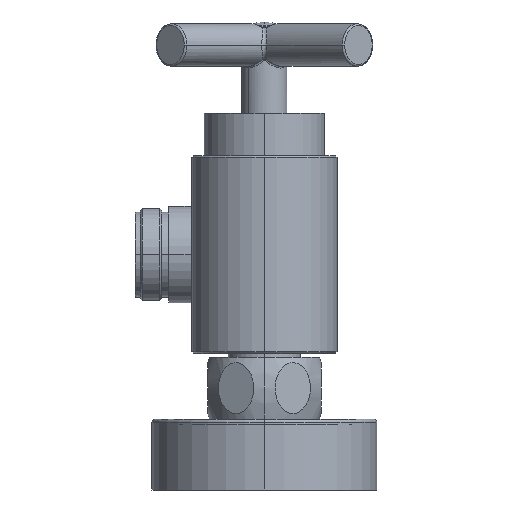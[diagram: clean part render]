
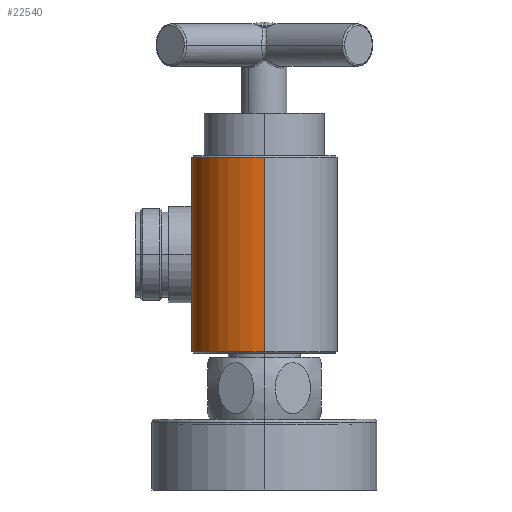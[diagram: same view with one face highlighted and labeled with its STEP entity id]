
A CAD part, left-side view. The second image highlights one B-rep face of the part: STEP entity #22540.
In plain terms, the highlighted cylindrical face has radius 20.5 mm (diameter 41 mm), a partial arc.
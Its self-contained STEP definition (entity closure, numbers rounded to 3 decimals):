
#2041=CARTESIAN_POINT('',(-75.,0.,27.4));
#2042=DIRECTION('',(0.,0.,1.));
#2043=DIRECTION('',(1.,0.,0.));
#2044=AXIS2_PLACEMENT_3D('',#2041,#2042,#2043);
#2046=CARTESIAN_POINT('',(-75.,0.,-27.4));
#2047=DIRECTION('',(0.,0.,-1.));
#2048=DIRECTION('',(-1.,0.,0.));
#2049=AXIS2_PLACEMENT_3D('',#2046,#2047,#2048);
#2051=DIRECTION('',(0.,0.,1.));
#2052=VECTOR('',#2051,5.9);
#2053=CARTESIAN_POINT('',(-54.5,0.,
-27.4));
#2054=LINE('',#2053,#2052);
#2055=CARTESIAN_POINT('',(-54.5,0.,-21.5));
#2056=CARTESIAN_POINT('',(-54.5,0.228,
-21.5));
#2057=CARTESIAN_POINT('',(-54.508,0.685,
-21.49));
#2058=CARTESIAN_POINT('',(-54.542,1.375,
-21.447));
#2059=CARTESIAN_POINT('',(-54.601,2.07,
-21.374));
#2060=CARTESIAN_POINT('',(-54.684,2.768,
-21.27));
#2061=CARTESIAN_POINT('',(-54.792,3.471,
-21.134));
#2062=CARTESIAN_POINT('',(-54.926,4.178,
-20.965));
#2063=CARTESIAN_POINT('',(-55.087,4.887,
-20.763));
#2064=CARTESIAN_POINT('',(-55.275,5.599,
-20.525));
#2065=CARTESIAN_POINT('',(-55.491,6.313,
-20.252));
#2066=CARTESIAN_POINT('',(-55.738,7.029,
-19.94));
#2067=CARTESIAN_POINT('',(-56.015,7.747,
-19.587));
#2068=CARTESIAN_POINT('',(-56.324,8.466,
-19.192));
#2069=CARTESIAN_POINT('',(-56.668,9.186,
-18.753));
#2070=CARTESIAN_POINT('',(-57.046,9.906,
-18.265));
#2071=CARTESIAN_POINT('',(-57.46,10.622,
-17.729));
#2072=CARTESIAN_POINT('',(-57.912,11.335,
-17.14));
#2073=CARTESIAN_POINT('',(-58.401,12.04,
-16.496));
#2074=CARTESIAN_POINT('',(-58.927,12.735,
-15.796));
#2075=CARTESIAN_POINT('',(-59.491,13.415,
-15.038));
#2076=CARTESIAN_POINT('',(-60.089,14.078,
-14.221));
#2077=CARTESIAN_POINT('',(-60.718,14.715,
-13.347));
#2078=CARTESIAN_POINT('',(-61.371,15.322,
-12.418));
#2079=CARTESIAN_POINT('',(-62.038,15.89,
-11.442));
#2080=CARTESIAN_POINT('',(-62.704,16.41,
-10.432));
#2081=CARTESIAN_POINT('',(-63.352,16.875,
-9.406));
#2082=CARTESIAN_POINT('',(-63.959,17.277,
-8.389));
#2083=CARTESIAN_POINT('',(-64.507,17.614,
-7.408));
#2084=CARTESIAN_POINT('',(-64.987,17.891,
-6.476));
#2085=CARTESIAN_POINT('',(-65.393,18.111,
-5.61));
#2086=CARTESIAN_POINT('',(-65.731,18.286,
-4.803));
#2087=CARTESIAN_POINT('',(-66.007,18.423,
-4.053));
#2088=CARTESIAN_POINT('',(-66.229,18.529,
-3.351));
#2089=CARTESIAN_POINT('',(-66.403,18.611,
-2.691));
#2090=CARTESIAN_POINT('',(-66.536,18.671,
-2.061));
#2091=CARTESIAN_POINT('',(-66.632,18.715,
-1.457));
#2092=CARTESIAN_POINT('',(-66.695,18.742,
-0.87));
#2093=CARTESIAN_POINT('',(-66.725,18.756,
-0.293));
#2094=CARTESIAN_POINT('',(-66.725,18.756,
0.281));
#2095=CARTESIAN_POINT('',(-66.695,18.743,
0.858));
#2096=CARTESIAN_POINT('',(-66.634,18.715,1.445));
#2097=CARTESIAN_POINT('',(-66.539,18.672,2.048));
#2098=CARTESIAN_POINT('',(-66.406,18.612,2.677));
#2099=CARTESIAN_POINT('',(-66.233,18.531,3.338));
#2100=CARTESIAN_POINT('',(-66.013,18.426,4.037));
#2101=CARTESIAN_POINT('',(-65.738,18.29,4.784));
#2102=CARTESIAN_POINT('',(-65.401,18.115,5.59));
#2103=CARTESIAN_POINT('',(-64.996,17.896,6.458));
#2104=CARTESIAN_POINT('',(-64.52,17.622,7.383));
#2105=CARTESIAN_POINT('',(-63.973,17.286,8.365));
#2106=CARTESIAN_POINT('',(-63.367,16.886,9.381));
#2107=CARTESIAN_POINT('',(-62.722,16.423,10.405));
#2108=CARTESIAN_POINT('',(-62.056,15.905,11.415));
#2109=CARTESIAN_POINT('',(-61.388,15.337,12.393));
#2110=CARTESIAN_POINT('',(-60.736,14.733,13.321));
#2111=CARTESIAN_POINT('',(-60.107,14.097,14.197));
#2112=CARTESIAN_POINT('',(-59.507,13.435,15.015));
#2113=CARTESIAN_POINT('',(-58.943,12.755,15.775));
#2114=CARTESIAN_POINT('',(-58.416,12.061,16.476));
#2115=CARTESIAN_POINT('',(-57.925,11.356,17.121));
#2116=CARTESIAN_POINT('',(-57.473,10.643,17.712));
#2117=CARTESIAN_POINT('',(-57.057,9.926,18.251));
#2118=CARTESIAN_POINT('',(-56.678,9.207,18.739));
#2119=CARTESIAN_POINT('',(-56.333,8.486,19.181));
#2120=CARTESIAN_POINT('',(-56.023,7.766,19.577));
#2121=CARTESIAN_POINT('',(-55.744,7.047,19.931));
#2122=CARTESIAN_POINT('',(-55.497,6.331,20.244));
#2123=CARTESIAN_POINT('',(-55.28,5.617,20.519));
#2124=CARTESIAN_POINT('',(-55.091,4.906,20.757));
#2125=CARTESIAN_POINT('',(-54.93,4.197,20.96));
#2126=CARTESIAN_POINT('',(-54.795,3.49,21.13));
#2127=CARTESIAN_POINT('',(-54.686,2.785,21.267));
#2128=CARTESIAN_POINT('',(-54.602,2.084,21.372));
#2129=CARTESIAN_POINT('',(-54.543,1.385,21.446));
#2130=CARTESIAN_POINT('',(-54.508,0.69,
21.49));
#2131=CARTESIAN_POINT('',(-54.5,0.23,
21.5));
#2132=CARTESIAN_POINT('',(-54.5,0.,21.5));
#2134=DIRECTION('',(0.,0.,1.));
#2135=VECTOR('',#2134,5.9);
#2136=CARTESIAN_POINT('',(-54.5,0.,21.5));
#2137=LINE('',#2136,#2135);
#2255=DIRECTION('',(0.,0.,1.));
#2256=VECTOR('',#2255,54.8);
#2257=CARTESIAN_POINT('',(-95.5,0.,
-27.4));
#2258=LINE('',#2257,#2256);
#17812=VERTEX_POINT('',#2055);
#17813=VERTEX_POINT('',#2132);
#17840=CARTESIAN_POINT('',(-54.5,0.,27.4));
#17841=CARTESIAN_POINT('',(-95.5,0.,27.4));
#17842=VERTEX_POINT('',#17840);
#17843=VERTEX_POINT('',#17841);
#17864=CARTESIAN_POINT('',(-95.5,0.,-27.4));
#17865=CARTESIAN_POINT('',(-54.5,0.,-27.4));
#17866=VERTEX_POINT('',#17864);
#17867=VERTEX_POINT('',#17865);
#22522=CARTESIAN_POINT('',(-75.,0.,-27.9));
#22523=DIRECTION('',(0.,0.,1.));
#22524=DIRECTION('',(-1.,0.,0.));
#22525=AXIS2_PLACEMENT_3D('',#22522,#22523,#22524);
#22526=CYLINDRICAL_SURFACE('',#22525,20.5);
#22528=ORIENTED_EDGE('',*,*,#22527,.T.);
#22530=ORIENTED_EDGE('',*,*,#22529,.F.);
#22532=ORIENTED_EDGE('',*,*,#22531,.T.);
#22534=ORIENTED_EDGE('',*,*,#22533,.T.);
#22535=ORIENTED_EDGE('',*,*,#22500,.T.);
#22537=ORIENTED_EDGE('',*,*,#22536,.T.);
#22538=EDGE_LOOP('',(#22528,#22530,#22532,#22534,#22535,#22537));
#22539=FACE_OUTER_BOUND('',#22538,.F.);
#22540=ADVANCED_FACE('',(#22539),#22526,.T.);
#2045=CIRCLE('',#2044,20.5);
#2050=CIRCLE('',#2049,20.5);
#2133=B_SPLINE_CURVE_WITH_KNOTS('',3,(#2055,#2056,#2057,#2058,#2059,#2060,#2061,
#2062,#2063,#2064,#2065,#2066,#2067,#2068,#2069,#2070,#2071,#2072,#2073,#2074,
#2075,#2076,#2077,#2078,#2079,#2080,#2081,#2082,#2083,#2084,#2085,#2086,#2087,
#2088,#2089,#2090,#2091,#2092,#2093,#2094,#2095,#2096,#2097,#2098,#2099,#2100,
#2101,#2102,#2103,#2104,#2105,#2106,#2107,#2108,#2109,#2110,#2111,#2112,#2113,
#2114,#2115,#2116,#2117,#2118,#2119,#2120,#2121,#2122,#2123,#2124,#2125,#2126,
#2127,#2128,#2129,#2130,#2131,#2132),.UNSPECIFIED.,.F.,.F.,(4,1,1,1,1,1,1,1,1,1,
1,1,1,1,1,1,1,1,1,1,1,1,1,1,1,1,1,1,1,1,1,1,1,1,1,1,1,1,1,1,1,1,1,1,1,1,1,1,1,1,
1,1,1,1,1,1,1,1,1,1,1,1,1,1,1,1,1,1,1,1,1,1,1,1,1,4),(0.,0.013,
0.027,0.04,0.053,0.067,0.08,
0.093,0.107,0.12,0.133,0.147,
0.16,0.173,0.187,0.2,0.213,
0.227,0.24,0.253,0.267,0.28,
0.293,0.307,0.32,0.333,0.347,
0.36,0.373,0.387,0.4,0.413,
0.427,0.44,0.453,0.467,0.48,
0.493,0.507,0.52,0.533,0.547,
0.56,0.573,0.587,0.6,0.613,
0.627,0.64,0.653,0.667,0.68,
0.693,0.707,0.72,0.733,0.747,
0.76,0.773,0.787,0.8,0.813,
0.827,0.84,0.853,0.867,0.88,
0.893,0.907,0.92,0.933,0.947,
0.96,0.973,0.987,1.),.UNSPECIFIED.);
#22500=EDGE_CURVE('',#17812,#17813,#2133,.T.);
#22527=EDGE_CURVE('',#17842,#17843,#2045,.T.);
#22529=EDGE_CURVE('',#17866,#17843,#2258,.T.);
#22531=EDGE_CURVE('',#17866,#17867,#2050,.T.);
#22533=EDGE_CURVE('',#17867,#17812,#2054,.T.);
#22536=EDGE_CURVE('',#17813,#17842,#2137,.T.);
